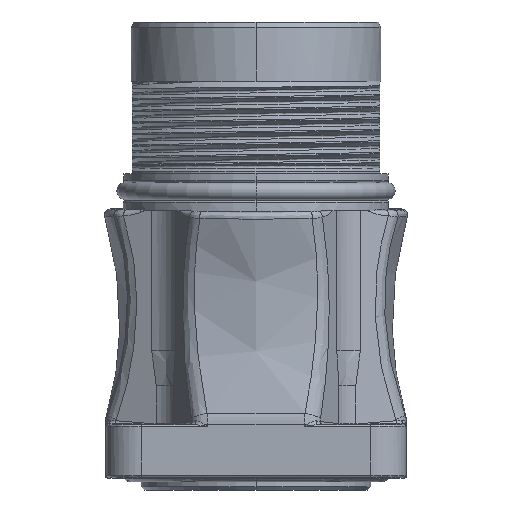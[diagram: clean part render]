
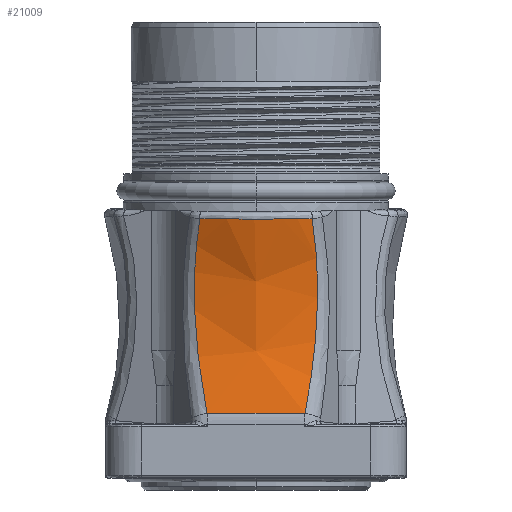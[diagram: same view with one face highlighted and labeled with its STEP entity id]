
A CAD part, front view. The second image highlights one B-rep face of the part: STEP entity #21009.
In plain terms, the highlighted free-form (B-spline) face has degree [3, 3] with [9, 8] control points.
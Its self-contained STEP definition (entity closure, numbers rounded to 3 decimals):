
#3463=CARTESIAN_POINT('',(-4.232,-12.407,
-17.652));
#3470=CARTESIAN_POINT('',(-4.232,-12.407,
-17.652));
#3471=CARTESIAN_POINT('',(-4.388,-12.137,
-16.844));
#3472=CARTESIAN_POINT('',(-4.669,-11.671,
-15.242));
#3473=CARTESIAN_POINT('',(-4.993,-11.182,
-12.877));
#3474=CARTESIAN_POINT('',(-5.21,-10.904,
-10.635));
#3475=CARTESIAN_POINT('',(-5.325,-10.815,
-8.53));
#3476=CARTESIAN_POINT('',(-5.345,-10.891,
-6.544));
#3477=CARTESIAN_POINT('',(-5.277,-11.121,
-4.626));
#3478=CARTESIAN_POINT('',(-5.119,-11.507,
-2.737));
#3479=CARTESIAN_POINT('',(-4.949,-11.879,
-1.463));
#3480=CARTESIAN_POINT('',(-4.848,-12.092,
-0.828));
#3529=CARTESIAN_POINT('',(-4.848,-12.092,
-0.828));
#3530=CARTESIAN_POINT('',(-4.411,-12.254,
-0.836));
#3531=CARTESIAN_POINT('',(-3.519,-12.535,
-0.85));
#3532=CARTESIAN_POINT('',(-2.13,-12.821,
-0.864));
#3533=CARTESIAN_POINT('',(-0.709,-12.965,
-0.871));
#3534=CARTESIAN_POINT('',(0.708,-12.965,
-0.871));
#3535=CARTESIAN_POINT('',(2.13,-12.821,
-0.864));
#3536=CARTESIAN_POINT('',(3.518,-12.535,
-0.85));
#3537=CARTESIAN_POINT('',(4.411,-12.254,
-0.836));
#3538=CARTESIAN_POINT('',(4.848,-12.092,
-0.828));
#3553=CARTESIAN_POINT('',(4.848,-12.092,
-0.828));
#3577=CARTESIAN_POINT('',(4.848,-12.092,
-0.828));
#3578=CARTESIAN_POINT('',(4.949,-11.879,
-1.463));
#3579=CARTESIAN_POINT('',(5.119,-11.507,
-2.737));
#3580=CARTESIAN_POINT('',(5.277,-11.121,
-4.626));
#3581=CARTESIAN_POINT('',(5.345,-10.891,
-6.544));
#3582=CARTESIAN_POINT('',(5.325,-10.815,
-8.53));
#3583=CARTESIAN_POINT('',(5.21,-10.904,
-10.635));
#3584=CARTESIAN_POINT('',(4.993,-11.182,
-12.877));
#3585=CARTESIAN_POINT('',(4.669,-11.671,
-15.242));
#3586=CARTESIAN_POINT('',(4.388,-12.137,
-16.844));
#3587=CARTESIAN_POINT('',(4.232,-12.407,
-17.652));
#3589=CARTESIAN_POINT('',(4.232,-12.407,
-17.652));
#5308=CARTESIAN_POINT('',(-4.232,-12.407,
-17.652));
#5309=CARTESIAN_POINT('',(-3.292,-12.422,
-17.673));
#5310=CARTESIAN_POINT('',(-1.411,-12.441,
-17.703));
#5311=CARTESIAN_POINT('',(1.411,-12.441,
-17.703));
#5312=CARTESIAN_POINT('',(3.292,-12.422,
-17.673));
#5313=CARTESIAN_POINT('',(4.232,-12.407,
-17.652));
#11054=VERTEX_POINT('',#3463);
#11057=VERTEX_POINT('',#3589);
#11101=VERTEX_POINT('',#3553);
#11103=VERTEX_POINT('',#3529);
#20930=CARTESIAN_POINT('',(-5.371,-11.883,
-0.828));
#20931=CARTESIAN_POINT('',(-5.368,-11.77,
-1.258));
#20932=CARTESIAN_POINT('',(-5.359,-11.327,
-3.091));
#20933=CARTESIAN_POINT('',(-5.338,-10.733,
-6.97));
#20934=CARTESIAN_POINT('',(-5.309,-10.849,
-11.662));
#20935=CARTESIAN_POINT('',(-5.284,-11.655,
-15.422));
#20936=CARTESIAN_POINT('',(-5.271,-12.235,
-17.201));
#20937=CARTESIAN_POINT('',(-5.267,-12.414,
-17.702));
#20938=CARTESIAN_POINT('',(-5.27,-11.926,
-0.828));
#20939=CARTESIAN_POINT('',(-5.267,-11.812,
-1.258));
#20940=CARTESIAN_POINT('',(-5.257,-11.365,
-3.091));
#20941=CARTESIAN_POINT('',(-5.236,-10.761,
-6.97));
#20942=CARTESIAN_POINT('',(-5.206,-10.866,
-11.662));
#20943=CARTESIAN_POINT('',(-5.18,-11.662,
-15.422));
#20944=CARTESIAN_POINT('',(-5.166,-12.237,
-17.201));
#20945=CARTESIAN_POINT('',(-5.163,-12.415,
-17.702));
#20946=CARTESIAN_POINT('',(-4.636,-12.186,
-0.828));
#20947=CARTESIAN_POINT('',(-4.633,-12.066,
-1.258));
#20948=CARTESIAN_POINT('',(-4.621,-11.592,
-3.091));
#20949=CARTESIAN_POINT('',(-4.594,-10.932,
-6.97));
#20950=CARTESIAN_POINT('',(-4.559,-10.966,
-11.662));
#20951=CARTESIAN_POINT('',(-4.528,-11.705,
-15.422));
#20952=CARTESIAN_POINT('',(-4.513,-12.251,
-17.201));
#20953=CARTESIAN_POINT('',(-4.508,-12.421,
-17.702));
#20954=CARTESIAN_POINT('',(-2.885,-12.754,
-0.828));
#20955=CARTESIAN_POINT('',(-2.882,-12.621,
-1.258));
#20956=CARTESIAN_POINT('',(-2.869,-12.09,
-3.091));
#20957=CARTESIAN_POINT('',(-2.841,-11.306,
-6.97));
#20958=CARTESIAN_POINT('',(-2.804,-11.186,
-11.662));
#20959=CARTESIAN_POINT('',(-2.773,-11.797,
-15.422));
#20960=CARTESIAN_POINT('',(-2.758,-12.283,
-17.201));
#20961=CARTESIAN_POINT('',(-2.753,-12.435,
-17.702));
#20962=CARTESIAN_POINT('',(0.,-13.118,-0.828));
#20963=CARTESIAN_POINT('',(0.,-12.977,-1.258));
#20964=CARTESIAN_POINT('',(0.,-12.409,-3.091));
#20965=CARTESIAN_POINT('',(0.,-11.546,-6.97));
#20966=CARTESIAN_POINT('',(0.,-11.328,-11.662));
#20967=CARTESIAN_POINT('',(0.,-11.857,-15.422));
#20968=CARTESIAN_POINT('',(0.,-12.303,-17.201));
#20969=CARTESIAN_POINT('',(0.,-12.444,-17.702));
#20970=CARTESIAN_POINT('',(2.885,-12.754,
-0.828));
#20971=CARTESIAN_POINT('',(2.882,-12.621,
-1.258));
#20972=CARTESIAN_POINT('',(2.869,-12.09,
-3.091));
#20973=CARTESIAN_POINT('',(2.841,-11.306,
-6.97));
#20974=CARTESIAN_POINT('',(2.804,-11.186,
-11.662));
#20975=CARTESIAN_POINT('',(2.773,-11.797,
-15.422));
#20976=CARTESIAN_POINT('',(2.758,-12.283,
-17.201));
#20977=CARTESIAN_POINT('',(2.753,-12.435,
-17.702));
#20978=CARTESIAN_POINT('',(4.636,-12.186,
-0.828));
#20979=CARTESIAN_POINT('',(4.633,-12.066,
-1.258));
#20980=CARTESIAN_POINT('',(4.621,-11.592,
-3.091));
#20981=CARTESIAN_POINT('',(4.594,-10.932,
-6.97));
#20982=CARTESIAN_POINT('',(4.559,-10.966,
-11.662));
#20983=CARTESIAN_POINT('',(4.528,-11.705,
-15.422));
#20984=CARTESIAN_POINT('',(4.513,-12.251,
-17.201));
#20985=CARTESIAN_POINT('',(4.508,-12.421,
-17.702));
#20986=CARTESIAN_POINT('',(5.27,-11.926,
-0.828));
#20987=CARTESIAN_POINT('',(5.267,-11.812,
-1.258));
#20988=CARTESIAN_POINT('',(5.257,-11.365,
-3.091));
#20989=CARTESIAN_POINT('',(5.236,-10.761,
-6.97));
#20990=CARTESIAN_POINT('',(5.206,-10.866,
-11.662));
#20991=CARTESIAN_POINT('',(5.18,-11.662,
-15.422));
#20992=CARTESIAN_POINT('',(5.166,-12.237,
-17.201));
#20993=CARTESIAN_POINT('',(5.163,-12.415,
-17.702));
#20994=CARTESIAN_POINT('',(5.371,-11.883,
-0.828));
#20995=CARTESIAN_POINT('',(5.368,-11.77,
-1.258));
#20996=CARTESIAN_POINT('',(5.359,-11.327,
-3.091));
#20997=CARTESIAN_POINT('',(5.338,-10.733,
-6.97));
#20998=CARTESIAN_POINT('',(5.309,-10.849,
-11.662));
#20999=CARTESIAN_POINT('',(5.284,-11.655,
-15.422));
#21000=CARTESIAN_POINT('',(5.271,-12.235,
-17.201));
#21001=CARTESIAN_POINT('',(5.267,-12.414,
-17.702));
#21002=B_SPLINE_SURFACE_WITH_KNOTS('',3,3,((#20930,#20931,#20932,#20933,#20934,
#20935,#20936,#20937),(#20938,#20939,#20940,#20941,#20942,#20943,#20944,#20945),
(#20946,#20947,#20948,#20949,#20950,#20951,#20952,#20953),(#20954,#20955,#20956,
#20957,#20958,#20959,#20960,#20961),(#20962,#20963,#20964,#20965,#20966,#20967,
#20968,#20969),(#20970,#20971,#20972,#20973,#20974,#20975,#20976,#20977),
(#20978,#20979,#20980,#20981,#20982,#20983,#20984,#20985),(#20986,#20987,#20988,
#20989,#20990,#20991,#20992,#20993),(#20994,#20995,#20996,#20997,#20998,#20999,
#21000,#21001)),.UNSPECIFIED.,.F.,.F.,.F.,(4,1,1,1,1,1,4),(4,1,1,1,1,4),(
0.234,0.25,0.333,0.5,0.667,0.75,
0.766),(0.043,0.111,0.333,
0.667,0.889,0.977),.UNSPECIFIED.);
#21003=ORIENTED_EDGE('',*,*,#17438,.T.);
#21004=ORIENTED_EDGE('',*,*,#17562,.T.);
#21005=ORIENTED_EDGE('',*,*,#20925,.F.);
#21006=ORIENTED_EDGE('',*,*,#17282,.T.);
#21007=EDGE_LOOP('',(#21003,#21004,#21005,#21006));
#21008=FACE_OUTER_BOUND('',#21007,.F.);
#3481=B_SPLINE_CURVE_WITH_KNOTS('',3,(#3470,#3471,#3472,#3473,#3474,#3475,#3476,
#3477,#3478,#3479,#3480),.UNSPECIFIED.,.F.,.F.,(4,1,1,1,1,1,1,1,4),(0.,
0.125,0.25,0.375,0.5,0.625,0.75,0.875,1.),.UNSPECIFIED.);
#3539=B_SPLINE_CURVE_WITH_KNOTS('',3,(#3529,#3530,#3531,#3532,#3533,#3534,#3535,
#3536,#3537,#3538),.UNSPECIFIED.,.F.,.F.,(4,1,1,1,1,1,1,4),(0.,
0.143,0.286,0.429,0.571,
0.714,0.857,1.),.UNSPECIFIED.);
#3588=B_SPLINE_CURVE_WITH_KNOTS('',3,(#3577,#3578,#3579,#3580,#3581,#3582,#3583,
#3584,#3585,#3586,#3587),.UNSPECIFIED.,.F.,.F.,(4,1,1,1,1,1,1,1,4),(0.,
0.125,0.25,0.375,0.5,0.625,0.75,0.875,1.),.UNSPECIFIED.);
#5314=B_SPLINE_CURVE_WITH_KNOTS('',3,(#5308,#5309,#5310,#5311,#5312,#5313),
.UNSPECIFIED.,.F.,.F.,(4,1,1,4),(0.,0.333,0.667,1.),
.UNSPECIFIED.);
#17282=EDGE_CURVE('',#11054,#11103,#3481,.T.);
#17438=EDGE_CURVE('',#11103,#11101,#3539,.T.);
#17562=EDGE_CURVE('',#11101,#11057,#3588,.T.);
#20925=EDGE_CURVE('',#11054,#11057,#5314,.T.);
#21009=ADVANCED_FACE('',(#21008),#21002,.F.);
